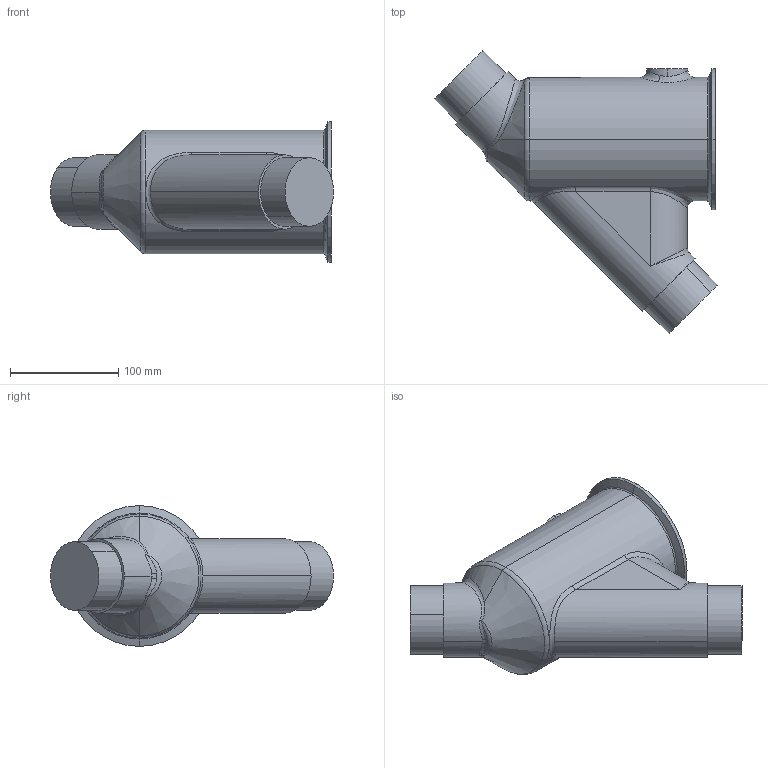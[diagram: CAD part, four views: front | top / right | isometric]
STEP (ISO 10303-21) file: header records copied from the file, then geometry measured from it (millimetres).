
FILE_DESCRIPTION (( 'STEP AP214' ), '1' );
FILE_NAME ('121663.STEP', '2017-12-13T17:55:05', ( '' ), ( '' ), 'SwSTEP 2.0', 'SolidWorks 2014', '' );
FILE_SCHEMA (( 'AUTOMOTIVE_DESIGN' ));
Length unit declared in the file: inch
Products named in the file (1): 121663
Bounding box: 261.89 x 261.89 x 130.18 mm (x, y, z)
Volume: 2805805.1 mm3; surface area: 132918.6 mm2
Topology: 1 solids, 1 shells, 47 faces, 103 edges, 60 vertices
Faces by surface type: cylinder 17, bspline 10, plane 9, torus 6, cone 5
Entity records: 3475 total; most frequent: CARTESIAN_POINT 2483, ORIENTED_EDGE 202, DIRECTION 194, EDGE_CURVE 101, AXIS2_PLACEMENT_3D 84, VERTEX_POINT 60, EDGE_LOOP 51, ADVANCED_FACE 47
